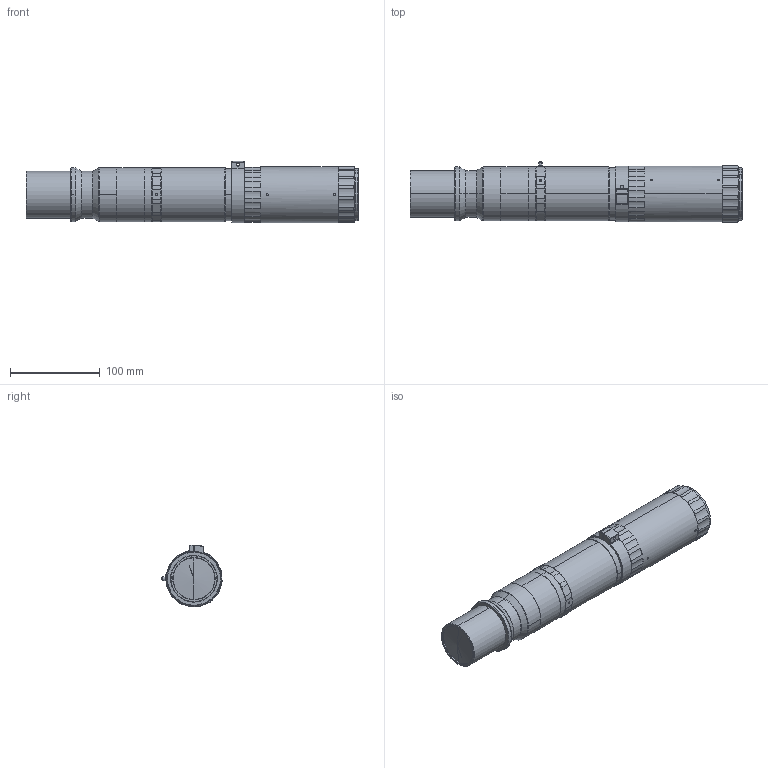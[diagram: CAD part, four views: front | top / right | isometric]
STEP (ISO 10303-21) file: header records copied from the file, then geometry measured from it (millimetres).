
FILE_DESCRIPTION (( 'STEP AP203' ), '1' );
FILE_NAME ('DTCA35F-11-M58-G-AL.STEP', '2023-06-14T04:06:41', ( '' ), ( '' ), 'SwSTEP 2.0', 'SolidWorks 2017', '' );
FILE_SCHEMA (( 'CONFIG_CONTROL_DESIGN' ));
Length unit declared in the file: millimetre
Products named in the file (1): DTCA35F-11-M58-G-AL
Bounding box: 369.4 x 67.17 x 68.91 mm (x, y, z)
Volume: 957208.9 mm3; surface area: 85747.2 mm2
Topology: 1 solids, 2 shells, 406 faces, 997 edges, 614 vertices
Faces by surface type: cone 142, cylinder 141, plane 107, bspline 16
Entity records: 13147 total; most frequent: CARTESIAN_POINT 3555, DIRECTION 2089, ORIENTED_EDGE 1986, EDGE_CURVE 993, AXIS2_PLACEMENT_3D 918, VERTEX_POINT 614, CIRCLE 527, EDGE_LOOP 441
